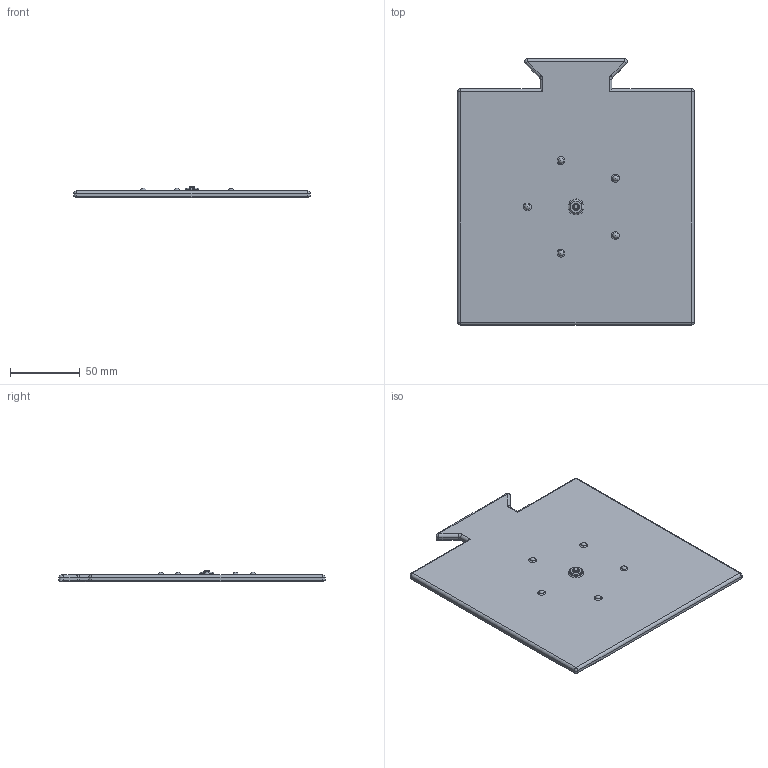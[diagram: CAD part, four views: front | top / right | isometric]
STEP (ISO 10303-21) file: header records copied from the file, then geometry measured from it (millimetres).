
FILE_DESCRIPTION(/* description */ (''),/* implementation_level */ '2;1');
FILE_NAME(/* name */ 'bowl panel.step',/* time_stamp */ '2021-01-04T10:48:46-06:00',/* author */ (''),/* organization */ (''),/* preprocessor_version */ 'ST-DEVELOPER v18.1',/* originating_system */ 'Autodesk Translation Framework v9.7.1.1290',/* authorisation */ '');
FILE_SCHEMA (('AUTOMOTIVE_DESIGN { 1 0 10303 214 3 1 1 }'));
Length unit declared in the file: millimetre
Products named in the file (1): bowl panel
Bounding box: 170 x 191.5 x 8.5 mm (x, y, z)
Volume: 150214.9 mm3; surface area: 63150.6 mm2
Topology: 1 solids, 1 shells, 70 faces, 162 edges, 96 vertices
Faces by surface type: plane 24, cylinder 20, torus 11, sphere 11, cone 4
Full cylindrical faces by diameter (mm): 4 x1, 10 x1
Entity records: 1991 total; most frequent: DIRECTION 384, CARTESIAN_POINT 324, ORIENTED_EDGE 314, EDGE_CURVE 157, AXIS2_PLACEMENT_3D 156, VERTEX_POINT 96, EDGE_LOOP 77, CIRCLE 75
